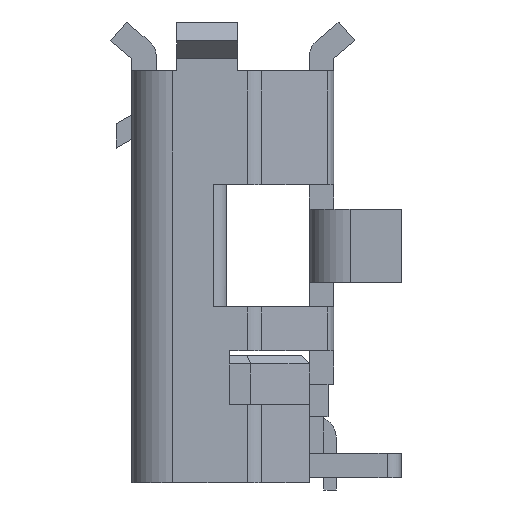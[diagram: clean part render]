
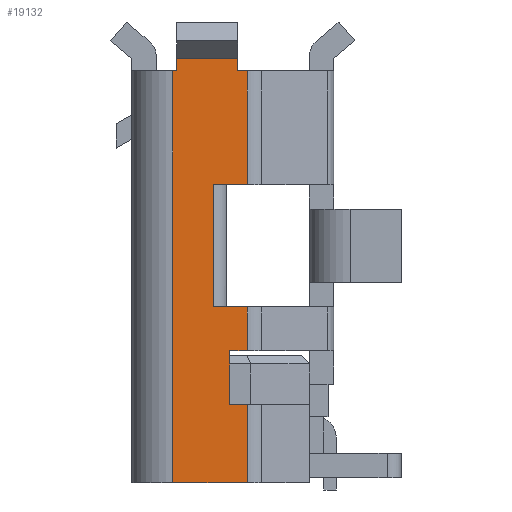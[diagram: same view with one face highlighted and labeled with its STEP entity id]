
A CAD part, left-side view. The second image highlights one B-rep face of the part: STEP entity #19132.
In plain terms, the highlighted planar face has unit normal (-1, 0, 0).
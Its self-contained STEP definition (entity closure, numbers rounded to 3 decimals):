
#324 = DIRECTION ( 'NONE',  ( 0., 0., 1. ) ) ;
#413 = EDGE_CURVE ( 'NONE', #4561, #4881, #20246, .T. ) ;
#793 = EDGE_CURVE ( 'NONE', #13656, #16117, #7615, .T. ) ;
#1219 = EDGE_CURVE ( 'NONE', #19797, #16117, #9890, .T. ) ;
#1338 = LINE ( 'NONE', #13860, #13677 ) ;
#1349 = EDGE_CURVE ( 'NONE', #5778, #17226, #4569, .T. ) ;
#1418 = CARTESIAN_POINT ( 'NONE',  ( -3.76, -0.18, -5.6 ) ) ;
#1419 = DIRECTION ( 'NONE',  ( -1., 0., 0. ) ) ;
#1428 = ORIENTED_EDGE ( 'NONE', *, *, #1219, .F. ) ;
#1431 = EDGE_CURVE ( 'NONE', #17726, #2027, #4304, .T. ) ;
#1768 = EDGE_CURVE ( 'NONE', #17095, #13656, #3245, .T. ) ;
#2009 = ORIENTED_EDGE ( 'NONE', *, *, #19823, .F. ) ;
#2027 = VERTEX_POINT ( 'NONE', #12518 ) ;
#2038 = DIRECTION ( 'NONE',  ( 0., -1., 0. ) ) ;
#2164 = CARTESIAN_POINT ( 'NONE',  ( -3.76, 0.04, -4.04 ) ) ;
#2189 = VECTOR ( 'NONE', #4995, 1000. ) ;
#2582 = ORIENTED_EDGE ( 'NONE', *, *, #413, .F. ) ;
#2816 = EDGE_CURVE ( 'NONE', #5778, #19114, #12731, .T. ) ;
#2889 = DIRECTION ( 'NONE',  ( 0., 0., 1. ) ) ;
#3245 = LINE ( 'NONE', #2164, #11569 ) ;
#3249 = EDGE_CURVE ( 'NONE', #14879, #17313, #15494, .T. ) ;
#3251 = AXIS2_PLACEMENT_3D ( 'NONE', #11005, #1419, #17524 ) ;
#3356 = CARTESIAN_POINT ( 'NONE',  ( -3.76, 0.04, -4.7 ) ) ;
#3435 = VECTOR ( 'NONE', #2038, 1000. ) ;
#3749 = DIRECTION ( 'NONE',  ( 0., 1., 0. ) ) ;
#3825 = LINE ( 'NONE', #4749, #5020 ) ;
#4018 = LINE ( 'NONE', #17692, #19123 ) ;
#4304 = LINE ( 'NONE', #10569, #7550 ) ;
#4386 = DIRECTION ( 'NONE',  ( 0., 0., 1. ) ) ;
#4485 = EDGE_CURVE ( 'NONE', #19114, #7208, #5880, .T. ) ;
#4561 = VERTEX_POINT ( 'NONE', #17786 ) ;
#4569 = LINE ( 'NONE', #16974, #8054 ) ;
#4612 = VERTEX_POINT ( 'NONE', #7870 ) ;
#4749 = CARTESIAN_POINT ( 'NONE',  ( -3.76, 0.24, -2. ) ) ;
#4760 = VERTEX_POINT ( 'NONE', #3356 ) ;
#4835 = DIRECTION ( 'NONE',  ( 0., 0., -1. ) ) ;
#4877 = VECTOR ( 'NONE', #4386, 1000. ) ;
#4881 = VERTEX_POINT ( 'NONE', #5420 ) ;
#4995 = DIRECTION ( 'NONE',  ( 0., 0., -1. ) ) ;
#5020 = VECTOR ( 'NONE', #12905, 1000. ) ;
#5275 = CARTESIAN_POINT ( 'NONE',  ( -3.76, -0.18, -4.04 ) ) ;
#5340 = DIRECTION ( 'NONE',  ( 0., -1., 0. ) ) ;
#5420 = CARTESIAN_POINT ( 'NONE',  ( -3.76, 0.24, -2. ) ) ;
#5778 = VERTEX_POINT ( 'NONE', #14942 ) ;
#5880 = LINE ( 'NONE', #10806, #12190 ) ;
#6704 = CARTESIAN_POINT ( 'NONE',  ( -3.76, -0.16, -2. ) ) ;
#7208 = VERTEX_POINT ( 'NONE', #9444 ) ;
#7550 = VECTOR ( 'NONE', #12255, 1000. ) ;
#7615 = LINE ( 'NONE', #1418, #7877 ) ;
#7695 = CARTESIAN_POINT ( 'NONE',  ( -3.76, -0.18, -3.5 ) ) ;
#7717 = LINE ( 'NONE', #15012, #3435 ) ;
#7865 = CARTESIAN_POINT ( 'NONE',  ( -3.76, 0.24, -3.5 ) ) ;
#7870 = CARTESIAN_POINT ( 'NONE',  ( -3.76, -0.18, -4.7 ) ) ;
#7877 = VECTOR ( 'NONE', #9667, 1000. ) ;
#7916 = EDGE_CURVE ( 'NONE', #17226, #17313, #4018, .T. ) ;
#8054 = VECTOR ( 'NONE', #15491, 1000. ) ;
#8187 = CARTESIAN_POINT ( 'NONE',  ( -3.76, 0.04, -4.04 ) ) ;
#8639 = EDGE_CURVE ( 'NONE', #4881, #19797, #3825, .T. ) ;
#9135 = EDGE_CURVE ( 'NONE', #14879, #4612, #19694, .T. ) ;
#9147 = DIRECTION ( 'NONE',  ( 0., 0., 1. ) ) ;
#9300 = DIRECTION ( 'NONE',  ( 0., -1., 0. ) ) ;
#9444 = CARTESIAN_POINT ( 'NONE',  ( -3.76, -0.06, -0.45 ) ) ;
#9667 = DIRECTION ( 'NONE',  ( 0., 0., 1. ) ) ;
#9747 = ORIENTED_EDGE ( 'NONE', *, *, #2816, .F. ) ;
#9890 = LINE ( 'NONE', #15782, #18682 ) ;
#10050 = ORIENTED_EDGE ( 'NONE', *, *, #1768, .T. ) ;
#10177 = CARTESIAN_POINT ( 'NONE',  ( -3.76, -0.18, -5.66 ) ) ;
#10269 = ORIENTED_EDGE ( 'NONE', *, *, #4485, .F. ) ;
#10408 = ORIENTED_EDGE ( 'NONE', *, *, #8639, .F. ) ;
#10569 = CARTESIAN_POINT ( 'NONE',  ( -3.76, -0.16, -0.6 ) ) ;
#10613 = ORIENTED_EDGE ( 'NONE', *, *, #9135, .T. ) ;
#10806 = CARTESIAN_POINT ( 'NONE',  ( -3.76, 0.69, -0.45 ) ) ;
#11005 = CARTESIAN_POINT ( 'NONE',  ( -3.76, 0.74, -0.6 ) ) ;
#11041 = ORIENTED_EDGE ( 'NONE', *, *, #20791, .T. ) ;
#11232 = VECTOR ( 'NONE', #17721, 1000. ) ;
#11555 = EDGE_LOOP ( 'NONE', ( #18370, #16116, #10613, #15589, #11041, #10050, #19422, #1428, #10408, #2582, #14514, #14618, #2009, #10269, #9747, #18049 ) ) ;
#11557 = CARTESIAN_POINT ( 'NONE',  ( -3.76, 0.69, -0.6 ) ) ;
#11569 = VECTOR ( 'NONE', #5340, 1000. ) ;
#12190 = VECTOR ( 'NONE', #9300, 1000. ) ;
#12255 = DIRECTION ( 'NONE',  ( 0., 1., 0. ) ) ;
#12518 = CARTESIAN_POINT ( 'NONE',  ( -3.76, -0.06, -0.6 ) ) ;
#12731 = LINE ( 'NONE', #11557, #20786 ) ;
#12905 = DIRECTION ( 'NONE',  ( 0., 0., -1. ) ) ;
#13583 = EDGE_CURVE ( 'NONE', #4760, #4612, #7717, .T. ) ;
#13656 = VERTEX_POINT ( 'NONE', #5275 ) ;
#13677 = VECTOR ( 'NONE', #9147, 1000. ) ;
#13860 = CARTESIAN_POINT ( 'NONE',  ( -3.76, -0.18, -0.6 ) ) ;
#13948 = CARTESIAN_POINT ( 'NONE',  ( -3.76, 0.69, -0.45 ) ) ;
#14514 = ORIENTED_EDGE ( 'NONE', *, *, #17938, .T. ) ;
#14581 = CARTESIAN_POINT ( 'NONE',  ( -3.76, -0.18, -5.66 ) ) ;
#14618 = ORIENTED_EDGE ( 'NONE', *, *, #1431, .T. ) ;
#14662 = CARTESIAN_POINT ( 'NONE',  ( -3.76, -0.18, -0.6 ) ) ;
#14879 = VERTEX_POINT ( 'NONE', #10177 ) ;
#14942 = CARTESIAN_POINT ( 'NONE',  ( -3.76, 0.69, -0.6 ) ) ;
#15012 = CARTESIAN_POINT ( 'NONE',  ( -3.76, 0.04, -4.7 ) ) ;
#15048 = LINE ( 'NONE', #17924, #2189 ) ;
#15213 = LINE ( 'NONE', #17249, #4877 ) ;
#15241 = CARTESIAN_POINT ( 'NONE',  ( -3.76, 0.74, -5.66 ) ) ;
#15491 = DIRECTION ( 'NONE',  ( 0., 1., 0. ) ) ;
#15494 = LINE ( 'NONE', #14581, #11232 ) ;
#15589 = ORIENTED_EDGE ( 'NONE', *, *, #13583, .F. ) ;
#15782 = CARTESIAN_POINT ( 'NONE',  ( -3.76, 0.09, -3.5 ) ) ;
#15940 = VECTOR ( 'NONE', #3749, 1000. ) ;
#16116 = ORIENTED_EDGE ( 'NONE', *, *, #3249, .F. ) ;
#16117 = VERTEX_POINT ( 'NONE', #7695 ) ;
#16974 = CARTESIAN_POINT ( 'NONE',  ( -3.76, 0.94, -0.6 ) ) ;
#17095 = VERTEX_POINT ( 'NONE', #8187 ) ;
#17226 = VERTEX_POINT ( 'NONE', #19859 ) ;
#17249 = CARTESIAN_POINT ( 'NONE',  ( -3.76, 0.04, -4.7 ) ) ;
#17313 = VERTEX_POINT ( 'NONE', #15241 ) ;
#17342 = FACE_OUTER_BOUND ( 'NONE', #11555, .T. ) ;
#17524 = DIRECTION ( 'NONE',  ( 0., 0., 1. ) ) ;
#17692 = CARTESIAN_POINT ( 'NONE',  ( -3.76, 0.74, -0.6 ) ) ;
#17721 = DIRECTION ( 'NONE',  ( 0., 1., 0. ) ) ;
#17726 = VERTEX_POINT ( 'NONE', #14662 ) ;
#17786 = CARTESIAN_POINT ( 'NONE',  ( -3.76, -0.18, -2. ) ) ;
#17924 = CARTESIAN_POINT ( 'NONE',  ( -3.76, -0.06, -0.45 ) ) ;
#17938 = EDGE_CURVE ( 'NONE', #4561, #17726, #1338, .T. ) ;
#18049 = ORIENTED_EDGE ( 'NONE', *, *, #1349, .T. ) ;
#18184 = VECTOR ( 'NONE', #2889, 1000. ) ;
#18370 = ORIENTED_EDGE ( 'NONE', *, *, #7916, .T. ) ;
#18682 = VECTOR ( 'NONE', #19850, 1000. ) ;
#19022 = CARTESIAN_POINT ( 'NONE',  ( -3.76, -0.18, -5.6 ) ) ;
#19114 = VERTEX_POINT ( 'NONE', #13948 ) ;
#19123 = VECTOR ( 'NONE', #4835, 1000. ) ;
#19132 = ADVANCED_FACE ( 'NONE', ( #17342 ), #20228, .T. ) ;
#19422 = ORIENTED_EDGE ( 'NONE', *, *, #793, .T. ) ;
#19694 = LINE ( 'NONE', #19022, #18184 ) ;
#19797 = VERTEX_POINT ( 'NONE', #7865 ) ;
#19823 = EDGE_CURVE ( 'NONE', #7208, #2027, #15048, .T. ) ;
#19850 = DIRECTION ( 'NONE',  ( 0., -1., 0. ) ) ;
#19859 = CARTESIAN_POINT ( 'NONE',  ( -3.76, 0.74, -0.6 ) ) ;
#20228 = PLANE ( 'NONE',  #3251 ) ;
#20246 = LINE ( 'NONE', #6704, #15940 ) ;
#20786 = VECTOR ( 'NONE', #324, 1000. ) ;
#20791 = EDGE_CURVE ( 'NONE', #4760, #17095, #15213, .T. ) ;
